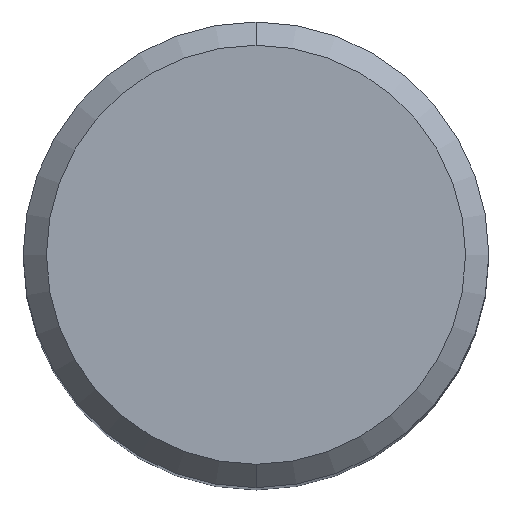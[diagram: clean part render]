
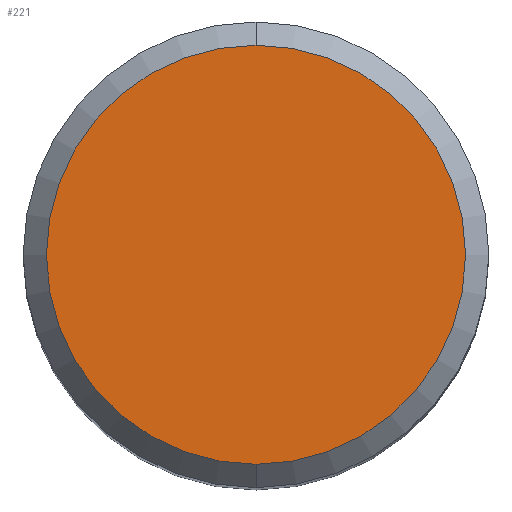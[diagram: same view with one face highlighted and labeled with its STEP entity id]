
A CAD part, top view. The second image highlights one B-rep face of the part: STEP entity #221.
In plain terms, the highlighted planar face has unit normal (0, 0, 1).
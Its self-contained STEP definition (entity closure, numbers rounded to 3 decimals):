
#151=VERTEX_POINT('',#306);
#187=VERTEX_POINT('',#349);
#213=EDGE_CURVE('',#151,#187,#378,.T.);
#221=ADVANCED_FACE('',(#388),#389,.T.);
#223=EDGE_CURVE('',#187,#151,#391,.T.);
#306=CARTESIAN_POINT('',(0.0,7.2,0.));
#349=CARTESIAN_POINT('',(0.,-7.2,0.));
#378=CIRCLE('',#579,7.2);
#388=FACE_OUTER_BOUND('',#588,.T.);
#389=PLANE('',#589);
#391=CIRCLE('',#592,7.2);
#579=AXIS2_PLACEMENT_3D('',#761,#762,#763);
#588=EDGE_LOOP('',(#782,#783));
#589=AXIS2_PLACEMENT_3D('',#784,#785,#786);
#592=AXIS2_PLACEMENT_3D('',#787,#788,#789);
#761=CARTESIAN_POINT('',(0.0,0.0,0.));
#762=DIRECTION('',(0.0,0.0,-1.0));
#763=DIRECTION('',(0.0,1.0,0.0));
#782=ORIENTED_EDGE('',*,*,#213,.F.);
#783=ORIENTED_EDGE('',*,*,#223,.F.);
#784=CARTESIAN_POINT('',(0.0,3.6,0.));
#785=DIRECTION('',(-0.0,0.0,1.0));
#786=DIRECTION('',(0.0,-1.0,0.0));
#787=CARTESIAN_POINT('',(0.0,0.0,0.));
#788=DIRECTION('',(0.0,0.0,-1.0));
#789=DIRECTION('',(0.0,1.0,0.0));
